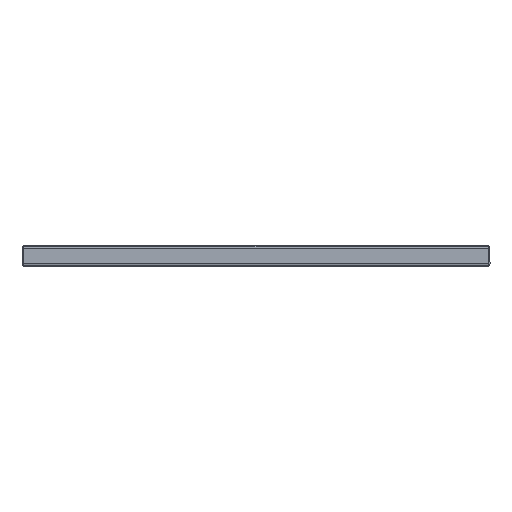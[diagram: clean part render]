
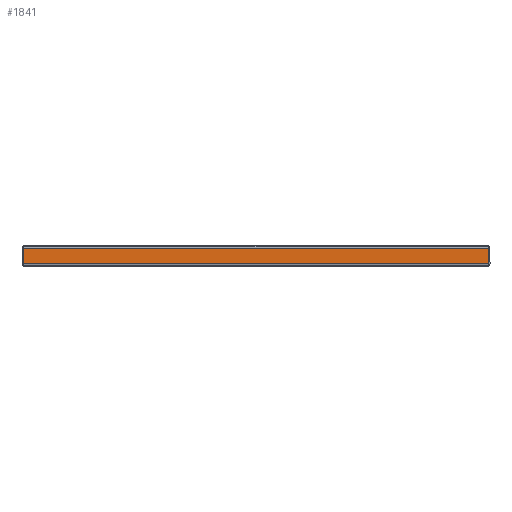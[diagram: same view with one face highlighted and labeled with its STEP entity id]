
A CAD part, left-side view. The second image highlights one B-rep face of the part: STEP entity #1841.
In plain terms, the highlighted planar face has unit normal (-1, 0, 0).
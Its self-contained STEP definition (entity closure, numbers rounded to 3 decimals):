
#206 = DIRECTION ( 'NONE',  ( 0., 1., 0. ) ) ;
#516 = DIRECTION ( 'NONE',  ( 0., 0., 1. ) ) ;
#654 = LINE ( 'NONE', #2909, #2460 ) ;
#700 = EDGE_CURVE ( 'NONE', #856, #1093, #654, .T. ) ;
#788 = ORIENTED_EDGE ( 'NONE', *, *, #700, .T. ) ;
#856 = VERTEX_POINT ( 'NONE', #1470 ) ;
#867 = DIRECTION ( 'NONE',  ( 1., 0., 0. ) ) ;
#917 = VECTOR ( 'NONE', #206, 1000. ) ;
#963 = EDGE_CURVE ( 'NONE', #2162, #856, #1832, .T. ) ;
#971 = ORIENTED_EDGE ( 'NONE', *, *, #963, .T. ) ;
#1093 = VERTEX_POINT ( 'NONE', #3843 ) ;
#1156 = CARTESIAN_POINT ( 'NONE',  ( 0., 1.141, 1. ) ) ;
#1158 = LINE ( 'NONE', #3087, #917 ) ;
#1428 = CARTESIAN_POINT ( 'NONE',  ( 0., 397.859, 1. ) ) ;
#1467 = CARTESIAN_POINT ( 'NONE',  ( 0., 397.859, 1. ) ) ;
#1470 = CARTESIAN_POINT ( 'NONE',  ( 0., 1.141, 14.5 ) ) ;
#1572 = VECTOR ( 'NONE', #516, 1000. ) ;
#1832 = LINE ( 'NONE', #3420, #4049 ) ;
#1839 = FACE_OUTER_BOUND ( 'NONE', #3743, .T. ) ;
#1841 = ADVANCED_FACE ( 'NONE', ( #1839 ), #4087, .F. ) ;
#2124 = EDGE_CURVE ( 'NONE', #2180, #1093, #4010, .T. ) ;
#2162 = VERTEX_POINT ( 'NONE', #1156 ) ;
#2173 = DIRECTION ( 'NONE',  ( 0., 0., -1. ) ) ;
#2180 = VERTEX_POINT ( 'NONE', #1428 ) ;
#2321 = ORIENTED_EDGE ( 'NONE', *, *, #2124, .F. ) ;
#2460 = VECTOR ( 'NONE', #3564, 1000. ) ;
#2491 = AXIS2_PLACEMENT_3D ( 'NONE', #4042, #867, #2173 ) ;
#2909 = CARTESIAN_POINT ( 'NONE',  ( 0., 1.707, 14.5 ) ) ;
#3087 = CARTESIAN_POINT ( 'NONE',  ( 0., 399., 1. ) ) ;
#3420 = CARTESIAN_POINT ( 'NONE',  ( 0., 1.141, 1. ) ) ;
#3564 = DIRECTION ( 'NONE',  ( 0., 1., 0. ) ) ;
#3743 = EDGE_LOOP ( 'NONE', ( #788, #2321, #3755, #971 ) ) ;
#3755 = ORIENTED_EDGE ( 'NONE', *, *, #3913, .F. ) ;
#3843 = CARTESIAN_POINT ( 'NONE',  ( 0., 397.859, 14.5 ) ) ;
#3913 = EDGE_CURVE ( 'NONE', #2162, #2180, #1158, .T. ) ;
#4010 = LINE ( 'NONE', #1467, #1572 ) ;
#4042 = CARTESIAN_POINT ( 'NONE',  ( 0., 0., 0. ) ) ;
#4049 = VECTOR ( 'NONE', #4080, 1000. ) ;
#4080 = DIRECTION ( 'NONE',  ( 0., 0., 1. ) ) ;
#4087 = PLANE ( 'NONE',  #2491 ) ;
